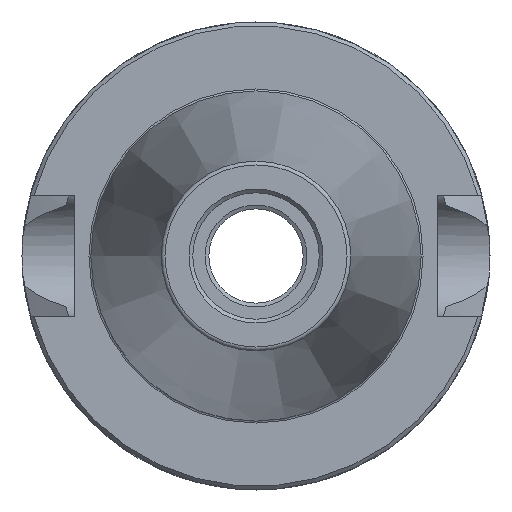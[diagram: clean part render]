
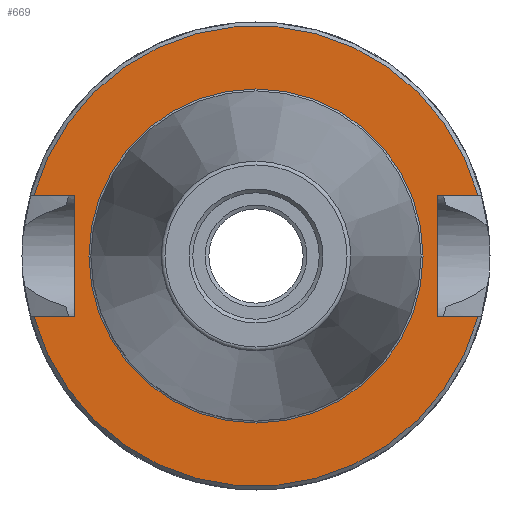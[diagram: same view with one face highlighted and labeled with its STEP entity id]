
A CAD part, left-side view. The second image highlights one B-rep face of the part: STEP entity #669.
In plain terms, the highlighted planar face has unit normal (-1, 0, 0).
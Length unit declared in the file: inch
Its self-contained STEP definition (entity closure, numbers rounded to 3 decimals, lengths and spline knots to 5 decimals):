
#41=FACE_BOUND('',#146,.T.);
#53=PLANE('',#759);
#99=FACE_OUTER_BOUND('',#145,.T.);
#145=EDGE_LOOP('',(#578,#579,#580,#581,#582,#583,#584,#585));
#146=EDGE_LOOP('',(#586));
#167=LINE('',#1074,#204);
#173=LINE('',#1087,#210);
#175=LINE('',#1099,#212);
#177=LINE('',#1146,#214);
#183=LINE('',#1159,#220);
#186=LINE('',#1173,#223);
#204=VECTOR('',#848,39.37008);
#210=VECTOR('',#856,39.37008);
#212=VECTOR('',#860,39.37008);
#214=VECTOR('',#868,39.37008);
#220=VECTOR('',#876,39.37008);
#223=VECTOR('',#881,39.37008);
#247=CIRCLE('',#732,0.885);
#260=CIRCLE('',#754,1.22);
#263=CIRCLE('',#758,1.22);
#293=VERTEX_POINT('',#1068);
#294=VERTEX_POINT('',#1073);
#299=VERTEX_POINT('',#1084);
#300=VERTEX_POINT('',#1086);
#308=VERTEX_POINT('',#1140);
#309=VERTEX_POINT('',#1145);
#314=VERTEX_POINT('',#1156);
#315=VERTEX_POINT('',#1158);
#321=VERTEX_POINT('',#1207);
#365=EDGE_CURVE('',#293,#294,#167,.T.);
#371=EDGE_CURVE('',#299,#300,#173,.T.);
#375=EDGE_CURVE('',#294,#299,#175,.T.);
#384=EDGE_CURVE('',#309,#308,#177,.T.);
#390=EDGE_CURVE('',#315,#314,#183,.T.);
#395=EDGE_CURVE('',#309,#314,#186,.T.);
#401=EDGE_CURVE('',#321,#321,#247,.T.);
#419=EDGE_CURVE('',#293,#315,#260,.T.);
#422=EDGE_CURVE('',#308,#300,#263,.T.);
#578=ORIENTED_EDGE('',*,*,#371,.F.);
#579=ORIENTED_EDGE('',*,*,#375,.F.);
#580=ORIENTED_EDGE('',*,*,#365,.F.);
#581=ORIENTED_EDGE('',*,*,#419,.T.);
#582=ORIENTED_EDGE('',*,*,#390,.T.);
#583=ORIENTED_EDGE('',*,*,#395,.F.);
#584=ORIENTED_EDGE('',*,*,#384,.T.);
#585=ORIENTED_EDGE('',*,*,#422,.T.);
#586=ORIENTED_EDGE('',*,*,#401,.T.);
#669=ADVANCED_FACE('',(#99,#41),#53,.F.);
#732=AXIS2_PLACEMENT_3D('',#1208,#888,#889);
#754=AXIS2_PLACEMENT_3D('',#1245,#937,#938);
#758=AXIS2_PLACEMENT_3D('',#1249,#945,#946);
#759=AXIS2_PLACEMENT_3D('',#1250,#947,#948);
#848=DIRECTION('',(0.,-1.,0.));
#856=DIRECTION('',(0.,1.,0.));
#860=DIRECTION('',(0.,0.,1.));
#868=DIRECTION('',(0.,-1.,0.));
#876=DIRECTION('',(0.,1.,0.));
#881=DIRECTION('',(0.,0.,-1.));
#888=DIRECTION('center_axis',(1.,0.,0.));
#889=DIRECTION('ref_axis',(0.,1.,0.));
#937=DIRECTION('center_axis',(-1.,0.,0.));
#938=DIRECTION('ref_axis',(0.,1.,0.));
#945=DIRECTION('center_axis',(-1.,0.,0.));
#946=DIRECTION('ref_axis',(0.,1.,0.));
#947=DIRECTION('center_axis',(1.,0.,0.));
#948=DIRECTION('ref_axis',(0.,1.,0.));
#1068=CARTESIAN_POINT('',(0.04,1.1766,-0.3225));
#1073=CARTESIAN_POINT('',(0.04,0.96,-0.3225));
#1074=CARTESIAN_POINT('',(0.04,0.875,-0.3225));
#1084=CARTESIAN_POINT('',(0.04,0.96,0.3225));
#1086=CARTESIAN_POINT('',(0.04,1.1766,0.3225));
#1087=CARTESIAN_POINT('',(0.04,0.875,0.3225));
#1099=CARTESIAN_POINT('',(0.04,0.96,0.));
#1140=CARTESIAN_POINT('',(0.04,-1.1766,0.3225));
#1145=CARTESIAN_POINT('',(0.04,-0.96,0.3225));
#1146=CARTESIAN_POINT('',(0.04,0.875,0.3225));
#1156=CARTESIAN_POINT('',(0.04,-0.96,-0.3225));
#1158=CARTESIAN_POINT('',(0.04,-1.1766,-0.3225));
#1159=CARTESIAN_POINT('',(0.04,0.875,-0.3225));
#1173=CARTESIAN_POINT('',(0.04,-0.96,0.));
#1207=CARTESIAN_POINT('',(0.04,-0.885,0.));
#1208=CARTESIAN_POINT('Origin',(0.04,0.,0.));
#1245=CARTESIAN_POINT('Origin',(0.04,0.,0.));
#1249=CARTESIAN_POINT('Origin',(0.04,0.,0.));
#1250=CARTESIAN_POINT('Origin',(0.04,0.875,0.));
